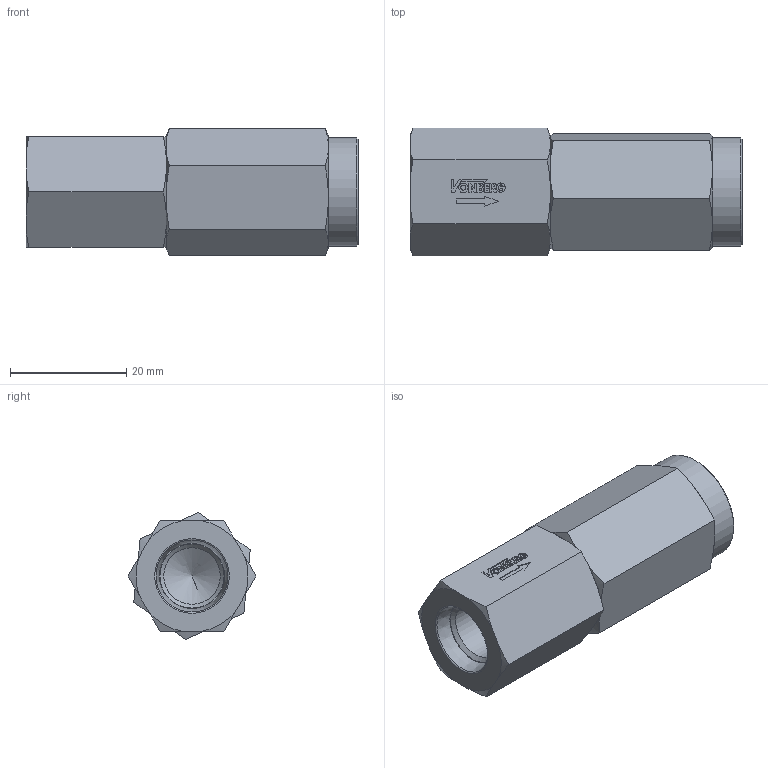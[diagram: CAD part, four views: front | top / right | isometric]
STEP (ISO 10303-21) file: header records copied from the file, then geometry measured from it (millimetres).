
FILE_DESCRIPTION((''),'2;1');
FILE_NAME('1454.stp','2015-01-26T12:00:50',('jml'),(''),'Autodesk Inventor 2010','Autodesk Inventor 2010','');
FILE_SCHEMA(('AUTOMOTIVE_DESIGN { 1 0 10303 214 1 1 1 1 }'));
Length unit declared in the file: inch
Products named in the file (3): 1454; 221017; 221018
Assembly tree (2 placements, depth 2):
  1454
    221017
    221018
Bounding box: 57.15 x 22 x 21.89 mm (x, y, z)
Volume: 14896.9 mm3; surface area: 7117.1 mm2
Topology: 2 solids, 2 shells, 171 faces, 425 edges, 275 vertices
Faces by surface type: plane 106, cone 34, cylinder 23, bspline 5, torus 3
Full cylindrical faces by diameter (mm): 0.87 x1, 1.981 x4, 12.192 x1, 12.294 x1, 14.275 x1, 18.796 x1
Entity records: 5152 total; most frequent: CARTESIAN_POINT 1143, ORIENTED_EDGE 776, DIRECTION 766, EDGE_CURVE 388, VERTEX_POINT 266, AXIS2_PLACEMENT_3D 259, VECTOR 248, LINE 248
